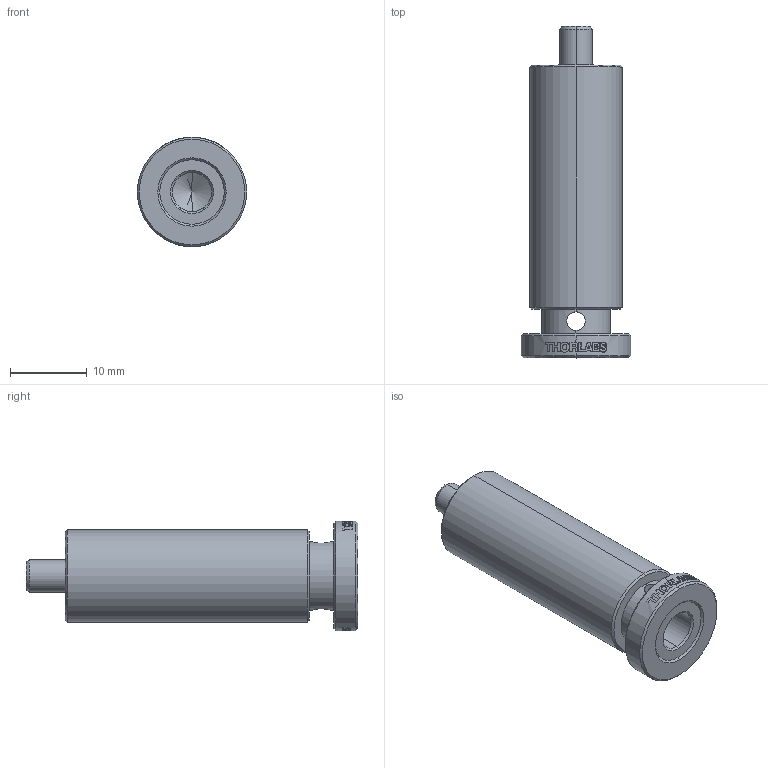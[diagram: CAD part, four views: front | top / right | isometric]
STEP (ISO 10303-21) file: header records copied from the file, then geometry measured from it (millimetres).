
FILE_DESCRIPTION (( 'STEP AP203' ), '1' );
FILE_NAME ('TTN110146-E0W.STEP', '2016-10-18T15:41:57', ( 'admin' ), ( '' ), 'SwSTEP 2.0', 'SolidWorks 2016', '' );
FILE_SCHEMA (( 'CONFIG_CONTROL_DESIGN' ));
Length unit declared in the file: inch
Products named in the file (1): TTN110146-E0W
Bounding box: 14.22 x 43.18 x 14.22 mm (x, y, z)
Volume: 4138.7 mm3; surface area: 2279.6 mm2
Topology: 2 solids, 2 shells, 90 faces, 393 edges, 322 vertices
Faces by surface type: cylinder 39, cone 30, plane 21
Entity records: 5305 total; most frequent: CARTESIAN_POINT 2051, ORIENTED_EDGE 770, DIRECTION 554, EDGE_CURVE 385, VERTEX_POINT 322, AXIS2_PLACEMENT_3D 215, B_SPLINE_CURVE_WITH_KNOTS 137, CIRCLE 124
